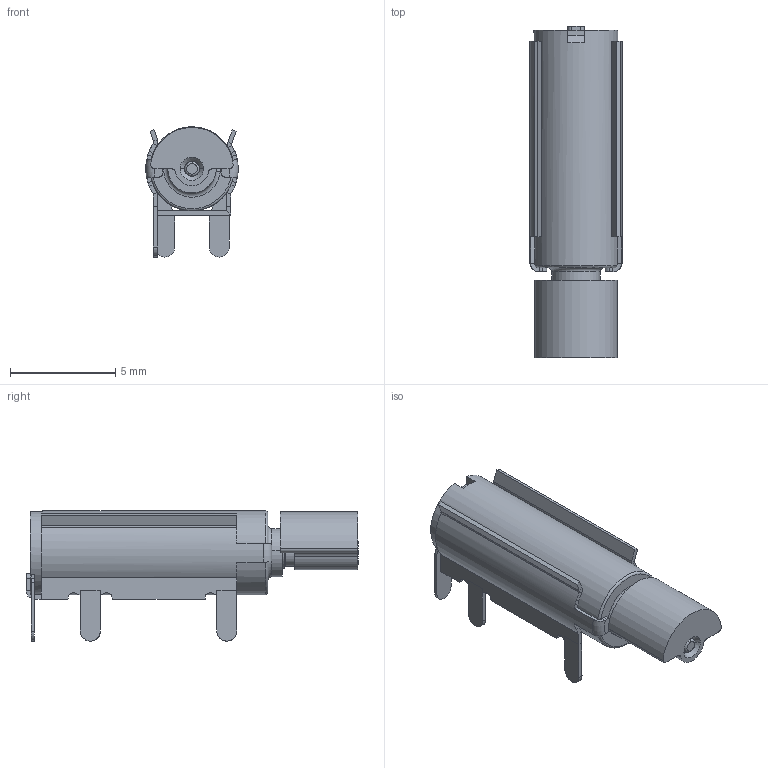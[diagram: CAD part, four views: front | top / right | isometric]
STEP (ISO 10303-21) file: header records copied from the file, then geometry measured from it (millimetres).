
FILE_DESCRIPTION((''),'2;1');
FILE_NAME('Z4KC1B1051202','2016-12-30T',('10051'),(''),'PRO/ENGINEER BY PARAMETRIC TECHNOLOGY CORPORATION, 2009360','PRO/ENGINEER BY PARAMETRIC TECHNOLOGY CORPORATION, 2009360','');
FILE_SCHEMA(('CONFIG_CONTROL_DESIGN'));
Length unit declared in the file: millimetre
Products named in the file (1): Z4KC1B1051202
Bounding box: 4.39 x 15.8 x 6.2 mm (x, y, z)
Volume: 64.7 mm3; surface area: 634.9 mm2
Topology: 1 solids, 2 shells, 299 faces, 791 edges, 494 vertices
Faces by surface type: plane 204, cylinder 74, torus 10, bspline 7, cone 4
Entity records: 9437 total; most frequent: CARTESIAN_POINT 1861, DIRECTION 1588, ORIENTED_EDGE 1564, EDGE_CURVE 791, VECTOR 552, LINE 552, AXIS2_PLACEMENT_3D 518, VERTEX_POINT 494
